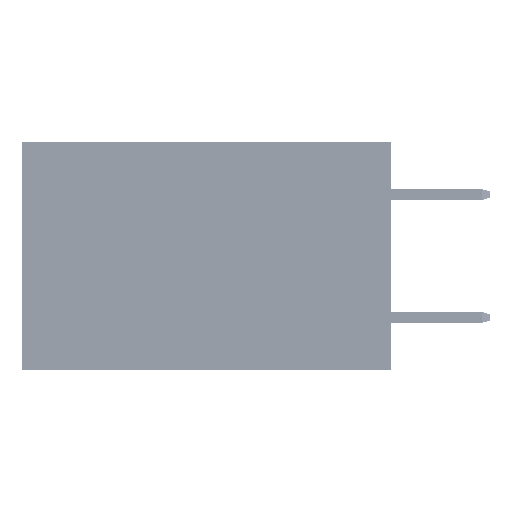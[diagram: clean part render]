
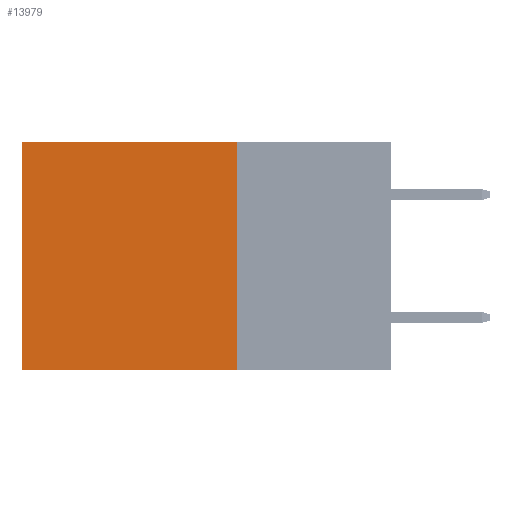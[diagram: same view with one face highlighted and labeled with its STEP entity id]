
A CAD part, left-side view. The second image highlights one B-rep face of the part: STEP entity #13979.
In plain terms, the highlighted planar face has unit normal (-1, 0, 0).
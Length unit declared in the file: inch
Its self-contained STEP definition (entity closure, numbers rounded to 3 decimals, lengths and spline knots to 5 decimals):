
#350 = DIRECTION ( 'NONE',  ( 0., 0., -1. ) ) ;
#1673 = LINE ( 'NONE', #25734, #33138 ) ;
#3606 = LINE ( 'NONE', #9089, #7594 ) ;
#3812 = EDGE_CURVE ( 'NONE', #40087, #15586, #1673, .T. ) ;
#5843 = CARTESIAN_POINT ( 'NONE',  ( 0.2875, 0.25, 0. ) ) ;
#5941 = LINE ( 'NONE', #42859, #24212 ) ;
#6786 = ORIENTED_EDGE ( 'NONE', *, *, #41443, .T. ) ;
#7128 = EDGE_LOOP ( 'NONE', ( #31976, #37816, #40695, #6786 ) ) ;
#7378 = EDGE_CURVE ( 'NONE', #9648, #15586, #3606, .T. ) ;
#7594 = VECTOR ( 'NONE', #27161, 39.37008 ) ;
#8555 = AXIS2_PLACEMENT_3D ( 'NONE', #5843, #13494, #9663 ) ;
#9089 = CARTESIAN_POINT ( 'NONE',  ( 0.2875, 0.6, 0. ) ) ;
#9648 = VERTEX_POINT ( 'NONE', #36294 ) ;
#9663 = DIRECTION ( 'NONE',  ( 0., 0., -1. ) ) ;
#10427 = DIRECTION ( 'NONE',  ( 0., 1., 0. ) ) ;
#12858 = VERTEX_POINT ( 'NONE', #30026 ) ;
#12998 = VECTOR ( 'NONE', #350, 39.37008 ) ;
#13238 = FACE_OUTER_BOUND ( 'NONE', #7128, .T. ) ;
#13494 = DIRECTION ( 'NONE',  ( 1., 0., 0. ) ) ;
#13979 = ADVANCED_FACE ( 'NONE', ( #13238 ), #31720, .F. ) ;
#14721 = LINE ( 'NONE', #36771, #12998 ) ;
#15586 = VERTEX_POINT ( 'NONE', #38951 ) ;
#20963 = DIRECTION ( 'NONE',  ( 0., 1., 0. ) ) ;
#24212 = VECTOR ( 'NONE', #20963, 39.37008 ) ;
#25734 = CARTESIAN_POINT ( 'NONE',  ( 0.2875, 0.25, -0.37 ) ) ;
#27161 = DIRECTION ( 'NONE',  ( 0., 0., -1. ) ) ;
#30026 = CARTESIAN_POINT ( 'NONE',  ( 0.2875, 0.25, 0. ) ) ;
#30592 = EDGE_CURVE ( 'NONE', #12858, #40087, #14721, .T. ) ;
#31720 = PLANE ( 'NONE',  #8555 ) ;
#31976 = ORIENTED_EDGE ( 'NONE', *, *, #7378, .T. ) ;
#33138 = VECTOR ( 'NONE', #10427, 39.37008 ) ;
#36294 = CARTESIAN_POINT ( 'NONE',  ( 0.2875, 0.6, 0. ) ) ;
#36771 = CARTESIAN_POINT ( 'NONE',  ( 0.2875, 0.25, 0. ) ) ;
#37816 = ORIENTED_EDGE ( 'NONE', *, *, #3812, .F. ) ;
#38951 = CARTESIAN_POINT ( 'NONE',  ( 0.2875, 0.6, -0.37 ) ) ;
#40087 = VERTEX_POINT ( 'NONE', #45706 ) ;
#40695 = ORIENTED_EDGE ( 'NONE', *, *, #30592, .F. ) ;
#41443 = EDGE_CURVE ( 'NONE', #12858, #9648, #5941, .T. ) ;
#42859 = CARTESIAN_POINT ( 'NONE',  ( 0.2875, 0.25, 0. ) ) ;
#45706 = CARTESIAN_POINT ( 'NONE',  ( 0.2875, 0.25, -0.37 ) ) ;
